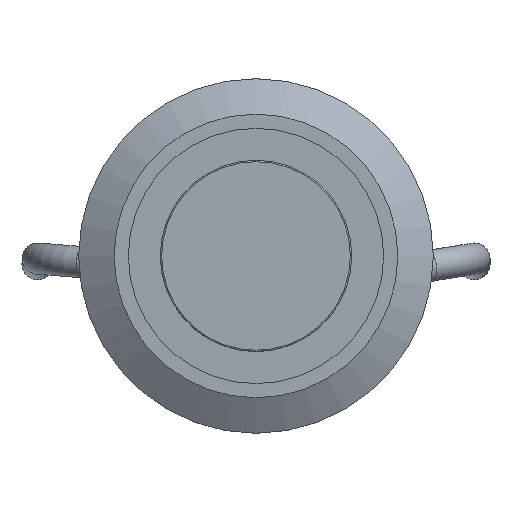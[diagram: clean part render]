
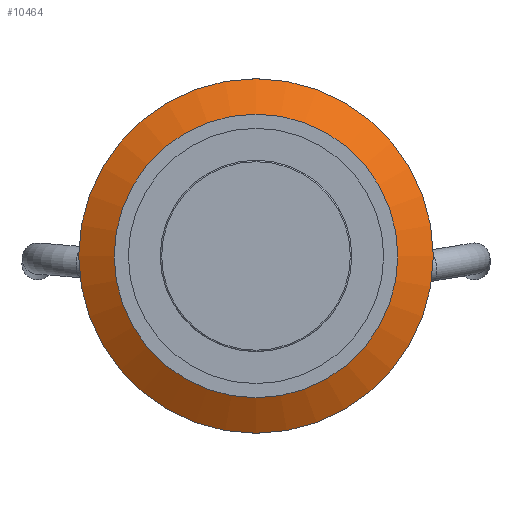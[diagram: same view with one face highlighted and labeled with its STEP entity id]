
A CAD part, top view. The second image highlights one B-rep face of the part: STEP entity #10464.
In plain terms, the highlighted conical face has half-angle 59.036 degrees and reference radius 11.25 mm.
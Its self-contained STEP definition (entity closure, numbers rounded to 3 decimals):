
#57=CONICAL_SURFACE('',#11368,11.25,1.03);
#1024=FACE_OUTER_BOUND('',#1603,.T.);
#1603=EDGE_LOOP('',(#9110,#9111,#9112,#9113,#9114,#9115));
#2093=CIRCLE('',#11369,10.);
#2094=CIRCLE('',#11370,10.);
#2095=CIRCLE('',#11371,12.5);
#2096=CIRCLE('',#11372,12.5);
#3124=LINE('',#19994,#4089);
#4089=VECTOR('',#14047,11.25);
#5000=VERTEX_POINT('',#19989);
#5001=VERTEX_POINT('',#19990);
#5002=VERTEX_POINT('',#19993);
#5003=VERTEX_POINT('',#19995);
#6419=EDGE_CURVE('',#5000,#5001,#2093,.T.);
#6420=EDGE_CURVE('',#5001,#5000,#2094,.T.);
#6421=EDGE_CURVE('',#5001,#5002,#3124,.T.);
#6422=EDGE_CURVE('',#5003,#5002,#2095,.T.);
#6423=EDGE_CURVE('',#5002,#5003,#2096,.T.);
#9110=ORIENTED_EDGE('',*,*,#6419,.F.);
#9111=ORIENTED_EDGE('',*,*,#6420,.F.);
#9112=ORIENTED_EDGE('',*,*,#6421,.T.);
#9113=ORIENTED_EDGE('',*,*,#6422,.F.);
#9114=ORIENTED_EDGE('',*,*,#6423,.F.);
#9115=ORIENTED_EDGE('',*,*,#6421,.F.);
#10464=ADVANCED_FACE('',(#1024),#57,.T.);
#11368=AXIS2_PLACEMENT_3D('',#19988,#14041,#14042);
#11369=AXIS2_PLACEMENT_3D('',#19991,#14043,#14044);
#11370=AXIS2_PLACEMENT_3D('',#19992,#14045,#14046);
#11371=AXIS2_PLACEMENT_3D('',#19996,#14048,#14049);
#11372=AXIS2_PLACEMENT_3D('',#19997,#14050,#14051);
#14041=DIRECTION('center_axis',(0.,0.,
-1.));
#14042=DIRECTION('ref_axis',(0.,1.,0.));
#14043=DIRECTION('center_axis',(0.,0.,
1.));
#14044=DIRECTION('ref_axis',(0.,1.,0.));
#14045=DIRECTION('center_axis',(0.,0.,
1.));
#14046=DIRECTION('ref_axis',(0.,1.,0.));
#14047=DIRECTION('',(0.,-0.857,-0.514));
#14048=DIRECTION('center_axis',(0.,0.,
-1.));
#14049=DIRECTION('ref_axis',(1.,0.,0.));
#14050=DIRECTION('center_axis',(0.,0.,
-1.));
#14051=DIRECTION('ref_axis',(1.,0.,0.));
#19988=CARTESIAN_POINT('Origin',(7.901,5.875,189.3));
#19989=CARTESIAN_POINT('',(7.901,15.875,190.05));
#19990=CARTESIAN_POINT('',(7.901,-4.125,190.05));
#19991=CARTESIAN_POINT('Origin',(7.901,5.875,190.05));
#19992=CARTESIAN_POINT('Origin',(7.901,5.875,190.05));
#19993=CARTESIAN_POINT('',(7.901,-6.625,188.55));
#19994=CARTESIAN_POINT('',(7.901,-5.375,189.3));
#19995=CARTESIAN_POINT('',(-4.599,5.875,188.55));
#19996=CARTESIAN_POINT('Origin',(7.901,5.875,188.55));
#19997=CARTESIAN_POINT('Origin',(7.901,5.875,188.55));
